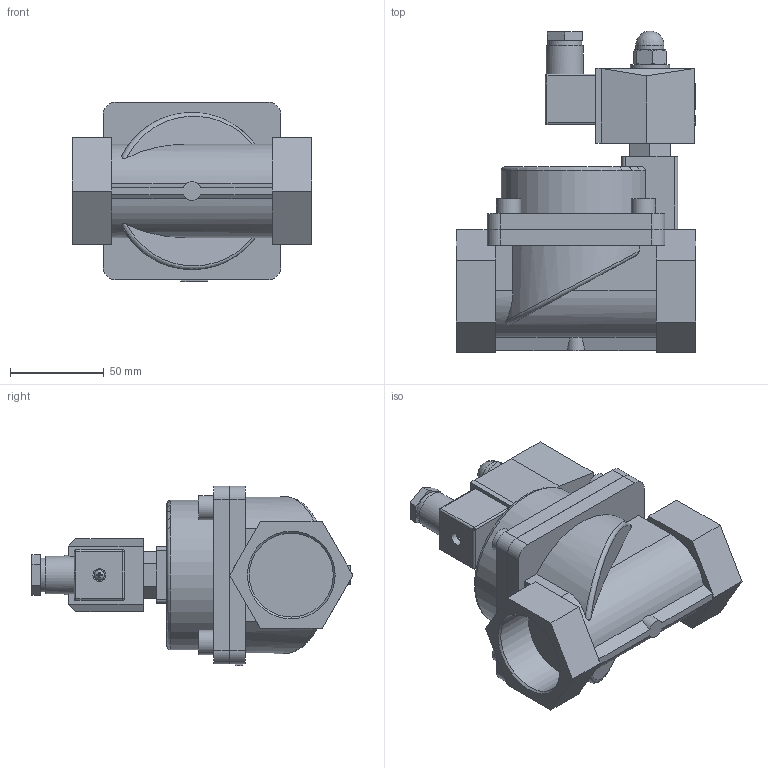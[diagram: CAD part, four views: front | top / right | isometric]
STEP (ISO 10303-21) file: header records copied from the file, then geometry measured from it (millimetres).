
FILE_DESCRIPTION(/* description */ ('СК-11-40-ВТ-НЕРЖ'),/* implementation_level */ '2;1');
FILE_NAME(/* name */ 'СК-11-40-ВТ-НЕРЖ.stp',/* time_stamp */ '2023-02-21T12:26:42+03:00',/* author */ ('Tech'),/* organization */ (''),/* preprocessor_version */ 'ST-DEVELOPER v18.1',/* originating_system */ 'Autodesk Inventor 2021',/* authorisation */ '');
FILE_SCHEMA (('AUTOMOTIVE_DESIGN { 1 0 10303 214 3 1 1 }'));
Length unit declared in the file: millimetre
Products named in the file (1): СК-11-40-ВТ-НЕРЖ
Bounding box: 128 x 171.95 x 96 mm (x, y, z)
Volume: 668280.3 mm3; surface area: 91080.1 mm2
Topology: 7 solids, 7 shells, 351 faces, 898 edges, 592 vertices
Faces by surface type: plane 240, cylinder 82, cone 18, sphere 6, torus 3, bspline 2
Full cylindrical faces by diameter (mm): 2.584 x1, 3 x1, 4.5 x1, 5.115 x1, 5.5 x2, 6.8 x1, 8.376 x1, 10 x2, 10.5 x1, 12 x1, 12.3 x1, 13 x4, 15 x1, 16 x2, 16.7 x1, 18 x1, 20 x1, 21 x1, 44.845 x2
Entity records: 10904 total; most frequent: CARTESIAN_POINT 2212, ORIENTED_EDGE 1788, DIRECTION 1779, EDGE_CURVE 894, LINE 603, VECTOR 603, VERTEX_POINT 592, AXIS2_PLACEMENT_3D 588
